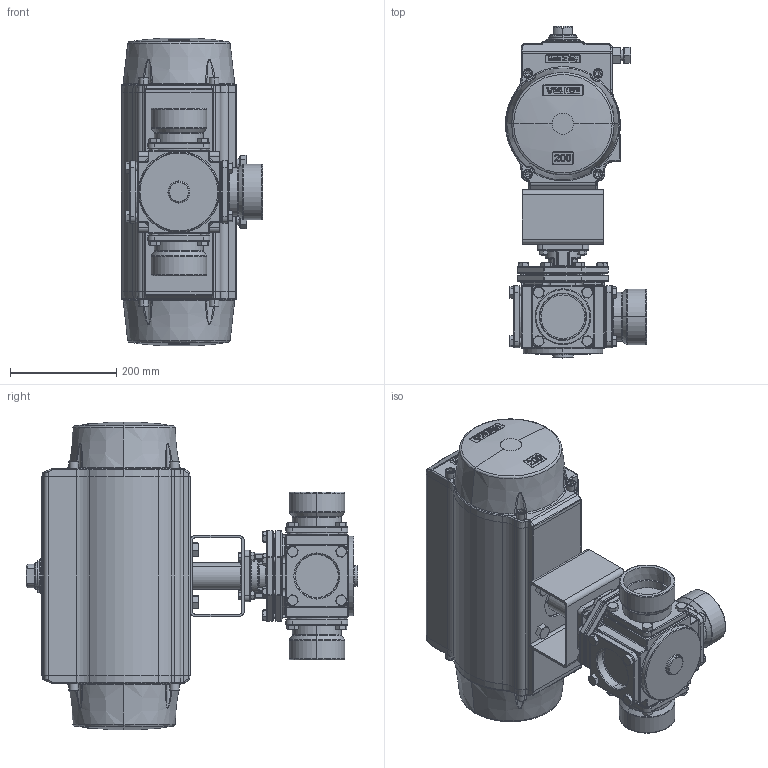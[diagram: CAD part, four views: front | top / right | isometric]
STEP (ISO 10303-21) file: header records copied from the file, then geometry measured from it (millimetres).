
FILE_DESCRIPTION (( 'STEP AP203' ), '1' );
FILE_NAME ('3W21F-300-PT_UT-6.STEP', '2018-01-25T19:26:56', ( '' ), ( '' ), 'SwSTEP 2.0', 'SolidWorks 2014', '' );
FILE_SCHEMA (( 'CONFIG_CONTROL_DESIGN' ));
Length unit declared in the file: inch
Products named in the file (1): 3W21F-300-PT_UT-6
Bounding box: 265.2 x 623.49 x 578.33 mm (x, y, z)
Volume: 31705408.7 mm3; surface area: 1119613.7 mm2
Topology: 16 solids, 16 shells, 2851 faces, 6952 edges, 4187 vertices
Faces by surface type: plane 990, cylinder 627, bspline 535, cone 497, sphere 102, torus 100
Entity records: 118489 total; most frequent: CARTESIAN_POINT 57034, ORIENTED_EDGE 13668, DIRECTION 11320, EDGE_CURVE 6834, AXIS2_PLACEMENT_3D 4271, VERTEX_POINT 4187, EDGE_LOOP 3097, FACE_OUTER_BOUND 2851
